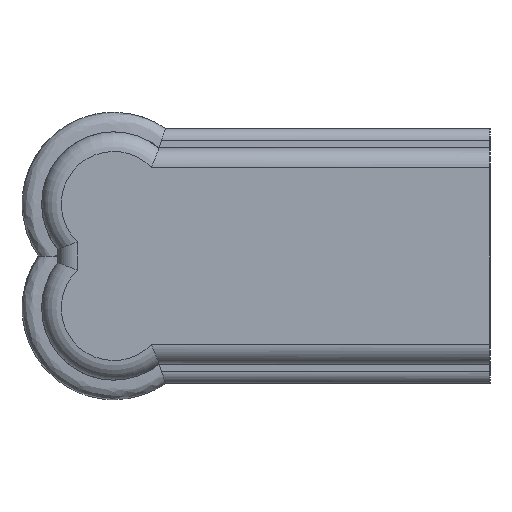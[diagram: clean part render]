
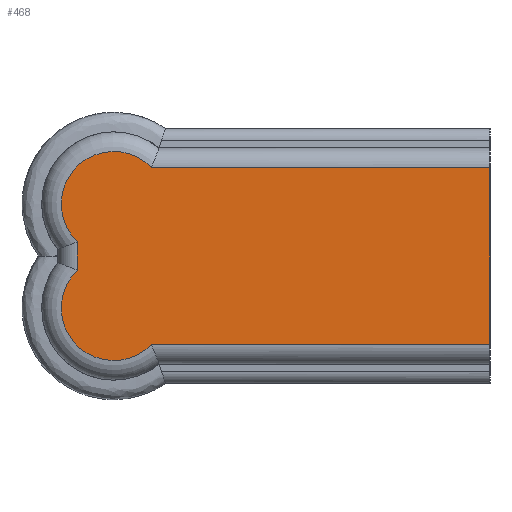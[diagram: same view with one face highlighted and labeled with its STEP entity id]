
A CAD part, left-side view. The second image highlights one B-rep face of the part: STEP entity #468.
In plain terms, the highlighted planar face has unit normal (-1, 0, 0).
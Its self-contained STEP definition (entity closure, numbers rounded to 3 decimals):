
#468 = ADVANCED_FACE( '', ( #1538 ), #1539, .T. );
#1538 = FACE_OUTER_BOUND( '', #14576, .T. );
#1539 = PLANE( '', #14577 );
#14576 = EDGE_LOOP( '', ( #21795, #21796, #21797, #21798, #21799, #21800 ) );
#14577 = AXIS2_PLACEMENT_3D( '', #21801, #21802, #21803 );
#21795 = ORIENTED_EDGE( '', *, *, #25057, .T. );
#21796 = ORIENTED_EDGE( '', *, *, #25321, .T. );
#21797 = ORIENTED_EDGE( '', *, *, #25323, .T. );
#21798 = ORIENTED_EDGE( '', *, *, #25325, .T. );
#21799 = ORIENTED_EDGE( '', *, *, #25326, .T. );
#21800 = ORIENTED_EDGE( '', *, *, #24432, .T. );
#21801 = CARTESIAN_POINT( '', ( -78., 0., -8.25 ) );
#21802 = DIRECTION( '', ( -1., 0., 0. ) );
#21803 = DIRECTION( '', ( 0., 0., -1. ) );
#24432 = EDGE_CURVE( '', #26705, #26702, #26706, .F. );
#25057 = EDGE_CURVE( '', #26702, #27772, #27774, .T. );
#25321 = EDGE_CURVE( '', #27772, #28238, #28240, .T. );
#25323 = EDGE_CURVE( '', #28238, #28241, #28243, .T. );
#25325 = EDGE_CURVE( '', #28241, #28244, #28246, .F. );
#25326 = EDGE_CURVE( '', #28244, #26705, #28247, .T. );
#26702 = VERTEX_POINT( '', #32794 );
#26705 = VERTEX_POINT( '', #32797 );
#26706 = LINE( '', #32798, #32799 );
#27772 = VERTEX_POINT( '', #37318 );
#27774 = LINE( '', #37320, #37321 );
#28238 = VERTEX_POINT( '', #38133 );
#28240 = LINE( '', #38146, #38147 );
#28241 = VERTEX_POINT( '', #38148 );
#28243 = CIRCLE( '', #38161, 4. );
#28244 = VERTEX_POINT( '', #38162 );
#28246 = LINE( '', #38175, #38176 );
#28247 = CIRCLE( '', #38177, 4. );
#32794 = CARTESIAN_POINT( '', ( -78., 0., -6.75 ) );
#32797 = CARTESIAN_POINT( '', ( -78., 25.844, -6.75 ) );
#32798 = CARTESIAN_POINT( '', ( -78., 0., -6.75 ) );
#32799 = VECTOR( '', #40327, 1000. );
#37318 = CARTESIAN_POINT( '', ( -78., 0., 6.75 ) );
#37320 = CARTESIAN_POINT( '', ( -78., 0., -8.25 ) );
#37321 = VECTOR( '', #40695, 1000. );
#38133 = CARTESIAN_POINT( '', ( -78., 25.844, 6.75 ) );
#38146 = CARTESIAN_POINT( '', ( -78., 0., 6.75 ) );
#38147 = VECTOR( '', #41050, 1000. );
#38148 = CARTESIAN_POINT( '', ( -78., 31.5, 1.094 ) );
#38161 = AXIS2_PLACEMENT_3D( '', #41051, #41052, #41053 );
#38162 = CARTESIAN_POINT( '', ( -78., 31.5, -1.094 ) );
#38175 = CARTESIAN_POINT( '', ( -78., 31.5, -0.514 ) );
#38176 = VECTOR( '', #41054, 1000. );
#38177 = AXIS2_PLACEMENT_3D( '', #41055, #41056, #41057 );
#40327 = DIRECTION( '', ( 0., 1., 0. ) );
#40695 = DIRECTION( '', ( 0., 0., 1. ) );
#41050 = DIRECTION( '', ( 0., 1., 0. ) );
#41051 = CARTESIAN_POINT( '', ( -78., 28.727, 3.977 ) );
#41052 = DIRECTION( '', ( -1., 0., 0. ) );
#41053 = DIRECTION( '', ( 0., 0., 1. ) );
#41054 = DIRECTION( '', ( 0., 0., 1. ) );
#41055 = CARTESIAN_POINT( '', ( -78., 28.727, -3.977 ) );
#41056 = DIRECTION( '', ( -1., 0., 0. ) );
#41057 = DIRECTION( '', ( 0., 0., 1. ) );
